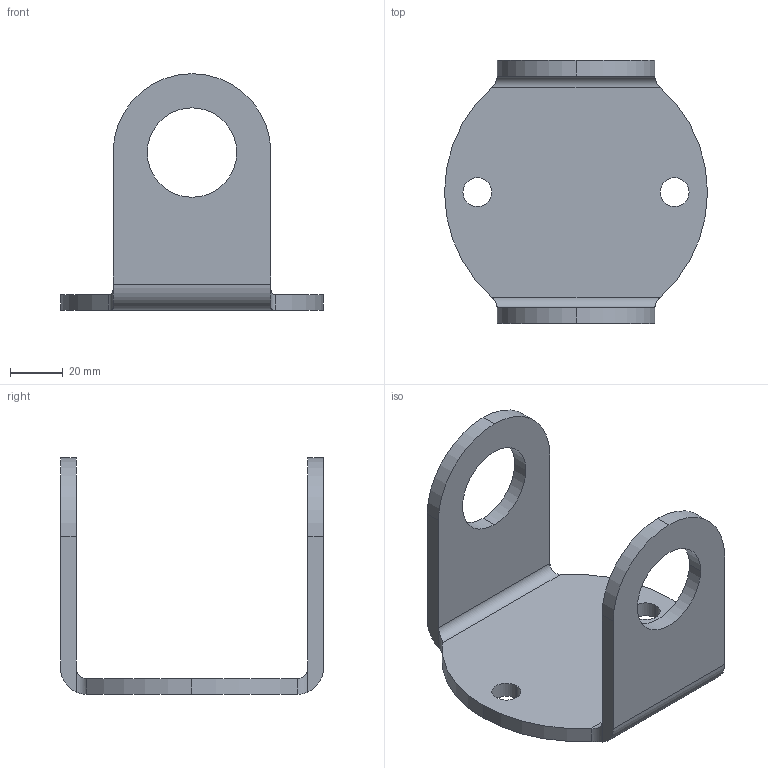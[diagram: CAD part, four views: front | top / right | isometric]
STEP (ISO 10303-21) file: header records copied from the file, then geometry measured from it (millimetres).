
FILE_DESCRIPTION (( 'STEP AP203' ), '1' );
FILE_NAME ('50135-240-33.STEP', '2021-03-03T09:25:11', ( '' ), ( '' ), 'SwSTEP 2.0', 'SolidWorks 2018', '' );
FILE_SCHEMA (( 'CONFIG_CONTROL_DESIGN' ));
Length unit declared in the file: millimetre
Products named in the file (2): 50135-240-33
Bounding box: 100 x 100 x 90 mm (x, y, z)
Volume: 91592.3 mm3; surface area: 35936.5 mm2
Topology: 1 solids, 1 shells, 338 faces, 923 edges, 614 vertices
Faces by surface type: plane 165, bspline 150, cylinder 23
Entity records: 18320 total; most frequent: CARTESIAN_POINT 10619, ORIENTED_EDGE 1846, DIRECTION 1021, EDGE_CURVE 923, VERTEX_POINT 614, LINE 573, VECTOR 573, EDGE_LOOP 373
